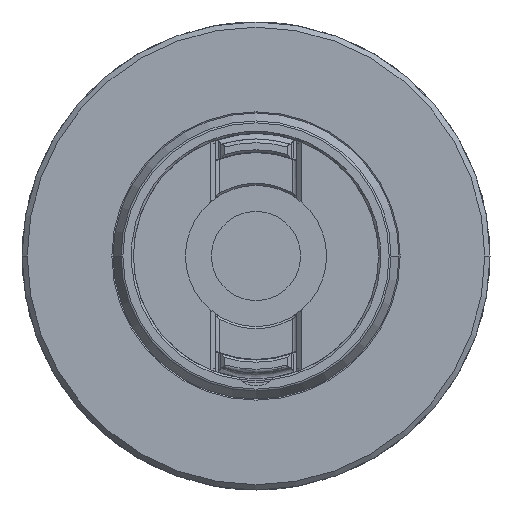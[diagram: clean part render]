
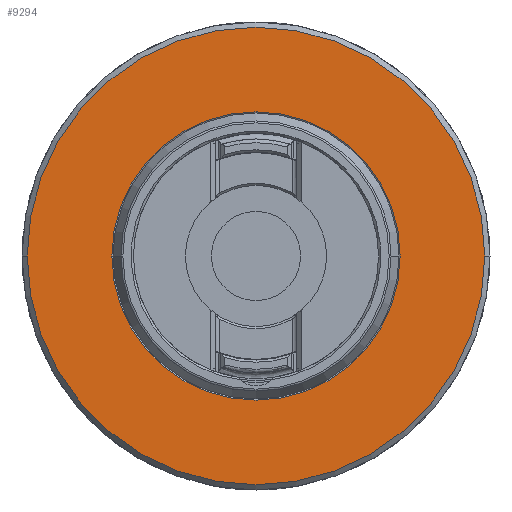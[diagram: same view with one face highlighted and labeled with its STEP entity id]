
A CAD part, front view. The second image highlights one B-rep face of the part: STEP entity #9294.
In plain terms, the highlighted planar face has unit normal (0, -1, 0).
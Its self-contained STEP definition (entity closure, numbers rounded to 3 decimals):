
#1621=CARTESIAN_POINT('',(0.,0.,0.));
#1622=DIRECTION('',(0.,-1.,0.));
#1623=DIRECTION('',(1.,0.,0.));
#1624=AXIS2_PLACEMENT_3D('',#1621,#1622,#1623);
#1684=CARTESIAN_POINT('',(0.,0.,0.));
#1685=DIRECTION('',(0.,1.,0.));
#1686=DIRECTION('',(1.,0.,0.));
#1687=AXIS2_PLACEMENT_3D('',#1684,#1685,#1686);
#3211=CARTESIAN_POINT('',(0.,0.,0.));
#3212=DIRECTION('',(0.,1.,0.));
#3213=DIRECTION('',(1.,0.,0.));
#3214=AXIS2_PLACEMENT_3D('',#3211,#3212,#3213);
#3857=CARTESIAN_POINT('',(0.,0.,0.));
#3858=DIRECTION('',(0.,-1.,0.));
#3859=DIRECTION('',(1.,0.,0.));
#3860=AXIS2_PLACEMENT_3D('',#3857,#3858,#3859);
#4521=CARTESIAN_POINT('',(30.8,0.,0.));
#4522=CARTESIAN_POINT('',(-30.8,0.,0.));
#4523=VERTEX_POINT('',#4521);
#4524=VERTEX_POINT('',#4522);
#4809=CARTESIAN_POINT('',(17.25,0.,0.));
#4810=CARTESIAN_POINT('',(-17.25,0.,0.));
#4811=VERTEX_POINT('',#4809);
#4812=VERTEX_POINT('',#4810);
#9279=CARTESIAN_POINT('',(0.,0.,0.));
#9280=DIRECTION('',(0.,-1.,0.));
#9281=DIRECTION('',(-1.,0.,0.));
#9282=AXIS2_PLACEMENT_3D('',#9279,#9280,#9281);
#9283=PLANE('',#9282);
#9285=ORIENTED_EDGE('',*,*,#9284,.T.);
#9287=ORIENTED_EDGE('',*,*,#9286,.F.);
#9288=EDGE_LOOP('',(#9285,#9287));
#9289=FACE_OUTER_BOUND('',#9288,.F.);
#9290=ORIENTED_EDGE('',*,*,#7272,.T.);
#9291=ORIENTED_EDGE('',*,*,#7393,.F.);
#9292=EDGE_LOOP('',(#9290,#9291));
#9293=FACE_BOUND('',#9292,.F.);
#9294=ADVANCED_FACE('',(#9289,#9293),#9283,.T.);
#1625=CIRCLE('',#1624,17.25);
#1688=CIRCLE('',#1687,17.25);
#3215=CIRCLE('',#3214,30.8);
#3861=CIRCLE('',#3860,30.8);
#7272=EDGE_CURVE('',#4811,#4812,#1625,.T.);
#7393=EDGE_CURVE('',#4811,#4812,#1688,.T.);
#9284=EDGE_CURVE('',#4523,#4524,#3215,.T.);
#9286=EDGE_CURVE('',#4523,#4524,#3861,.T.);
